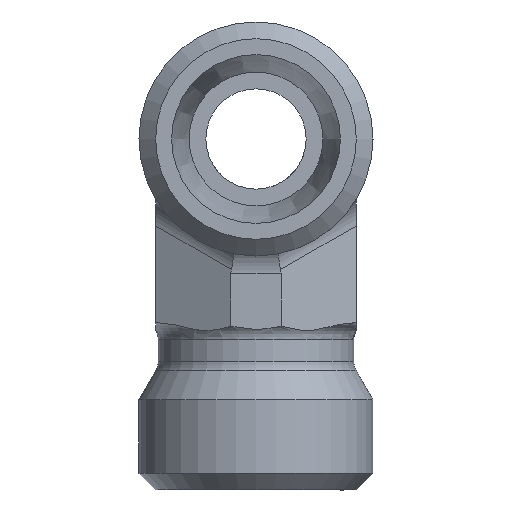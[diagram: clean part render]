
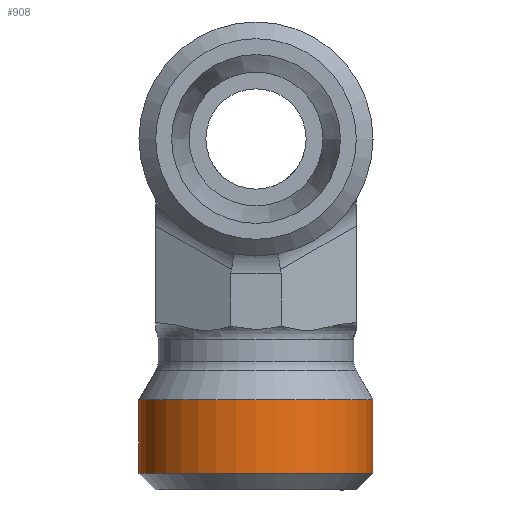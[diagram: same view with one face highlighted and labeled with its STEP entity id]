
A CAD part, front view. The second image highlights one B-rep face of the part: STEP entity #908.
In plain terms, the highlighted cylindrical face has radius 7 mm (diameter 14 mm), a full revolution.
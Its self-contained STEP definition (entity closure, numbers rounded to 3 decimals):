
#866=CARTESIAN_POINT('',(-26.685,9.544,-6.5));
#867=VERTEX_POINT('',#866);
#868=CARTESIAN_POINT('',(-19.685,9.544,-6.5));
#869=DIRECTION('',(0.0,0.0,-1.0));
#870=DIRECTION('',(1.0,0.0,0.0));
#871=AXIS2_PLACEMENT_3D('',#868,#869,#870);
#872=CIRCLE('',#871,7.);
#873=EDGE_CURVE('',#867,#867,#872,.T.);
#889=CARTESIAN_POINT('',(-19.685,9.544,-7.5));
#890=DIRECTION('',(0.,0.0,1.0));
#891=DIRECTION('',(1.0,0.0,0.0));
#892=AXIS2_PLACEMENT_3D('',#889,#890,#891);
#893=CYLINDRICAL_SURFACE('',#892,7.);
#894=CARTESIAN_POINT('',(-26.685,9.544,-2.092));
#895=VERTEX_POINT('',#894);
#896=CARTESIAN_POINT('',(-19.685,9.544,-2.092));
#897=DIRECTION('',(0.0,0.0,-1.0));
#898=DIRECTION('',(1.0,0.0,0.0));
#899=AXIS2_PLACEMENT_3D('',#896,#897,#898);
#900=CIRCLE('',#899,7.);
#901=EDGE_CURVE('',#895,#895,#900,.T.);
#902=ORIENTED_EDGE('',*,*,#901,.T.);
#903=EDGE_LOOP('',(#902));
#904=FACE_OUTER_BOUND('',#903,.T.);
#905=ORIENTED_EDGE('',*,*,#873,.F.);
#906=EDGE_LOOP('',(#905));
#907=FACE_BOUND('',#906,.T.);
#908=ADVANCED_FACE('',(#904,#907),#893,.T.);
